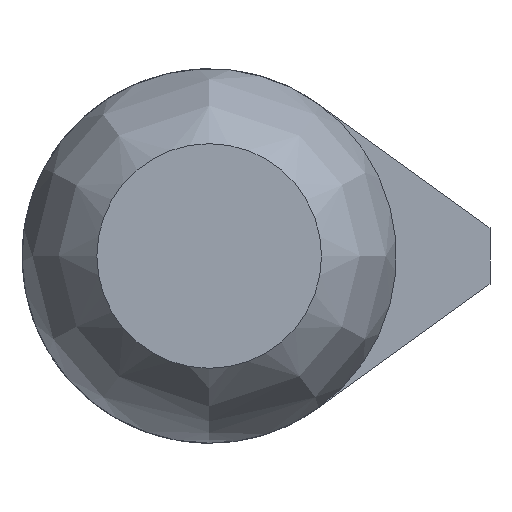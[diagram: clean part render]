
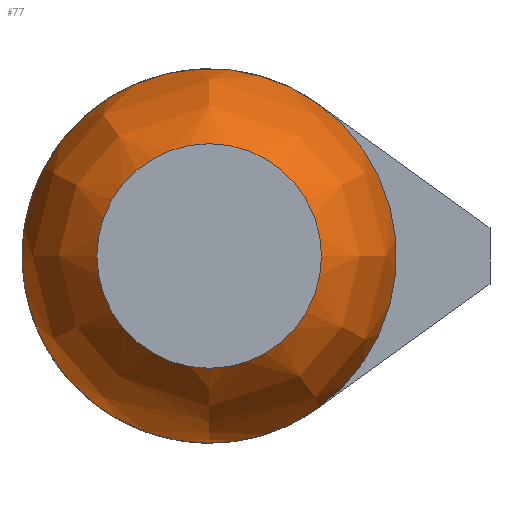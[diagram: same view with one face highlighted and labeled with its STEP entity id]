
A CAD part, front view. The second image highlights one B-rep face of the part: STEP entity #77.
In plain terms, the highlighted free-form (B-spline) face has degree [3, 3] with [4, 7] control points.
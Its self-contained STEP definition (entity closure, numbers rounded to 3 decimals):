
#77 = ADVANCED_FACE( '', ( #168, #169 ), #170, .T. );
#168 = FACE_OUTER_BOUND( '', #272, .T. );
#169 = FACE_OUTER_BOUND( '', #273, .T. );
#170 = ( BOUNDED_SURFACE(  )B_SPLINE_SURFACE( 3, 3, ( ( #276, #277, #278, #279, #280, #281, #282 ), ( #283, #284, #285, #286, #287, #288, #289 ), ( #290, #291, #292, #293, #294, #295, #296 ), ( #297, #298, #299, #300, #301, #302, #303 ) ), .UNSPECIFIED., .F., .T., .F. )B_SPLINE_SURFACE_WITH_KNOTS( ( 4, 4 ), ( 4, 3, 4 ), ( 0., 6.283 ), ( 0.051, 0.49, 0.929 ), .UNSPECIFIED. )GEOMETRIC_REPRESENTATION_ITEM(  )RATIONAL_B_SPLINE_SURFACE( ( ( 1., 0.333, 0.333, 1., 0.333, 0.333, 1. ), ( 0.937, 0.312, 0.312, 0.937, 0.312, 0.312, 0.937 ), ( 0.937, 0.312, 0.312, 0.937, 0.312, 0.312, 0.937 ), ( 1., 0.333, 0.333, 1., 0.333, 0.333, 1. ) ) )REPRESENTATION_ITEM( '' )SURFACE(  ) );
#272 = EDGE_LOOP( '', ( #519, #520 ) );
#273 = EDGE_LOOP( '', ( #521 ) );
#276 = CARTESIAN_POINT( '', ( 0., -88.75, -6. ) );
#277 = CARTESIAN_POINT( '', ( 12., -88.75, -6. ) );
#278 = CARTESIAN_POINT( '', ( 12., -88.75, 6. ) );
#279 = CARTESIAN_POINT( '', ( 0., -88.75, 6. ) );
#280 = CARTESIAN_POINT( '', ( -12., -88.75, 6. ) );
#281 = CARTESIAN_POINT( '', ( -12., -88.75, -6. ) );
#282 = CARTESIAN_POINT( '', ( 0., -88.75, -6. ) );
#283 = CARTESIAN_POINT( '', ( 0., -86.939, -8.423 ) );
#284 = CARTESIAN_POINT( '', ( 16.845, -86.939, -8.423 ) );
#285 = CARTESIAN_POINT( '', ( 16.845, -86.939, 8.423 ) );
#286 = CARTESIAN_POINT( '', ( 0., -86.939, 8.423 ) );
#287 = CARTESIAN_POINT( '', ( -16.845, -86.939, 8.423 ) );
#288 = CARTESIAN_POINT( '', ( -16.845, -86.939, -8.423 ) );
#289 = CARTESIAN_POINT( '', ( 0., -86.939, -8.423 ) );
#290 = CARTESIAN_POINT( '', ( 0., -84.271, -9.846 ) );
#291 = CARTESIAN_POINT( '', ( 19.692, -84.271, -9.846 ) );
#292 = CARTESIAN_POINT( '', ( 19.692, -84.271, 9.846 ) );
#293 = CARTESIAN_POINT( '', ( 0., -84.271, 9.846 ) );
#294 = CARTESIAN_POINT( '', ( -19.692, -84.271, 9.846 ) );
#295 = CARTESIAN_POINT( '', ( -19.692, -84.271, -9.846 ) );
#296 = CARTESIAN_POINT( '', ( 0., -84.271, -9.846 ) );
#297 = CARTESIAN_POINT( '', ( 0., -81.25, -10. ) );
#298 = CARTESIAN_POINT( '', ( 20., -81.25, -10. ) );
#299 = CARTESIAN_POINT( '', ( 20., -81.25, 10. ) );
#300 = CARTESIAN_POINT( '', ( 0., -81.25, 10. ) );
#301 = CARTESIAN_POINT( '', ( -20., -81.25, 10. ) );
#302 = CARTESIAN_POINT( '', ( -20., -81.25, -10. ) );
#303 = CARTESIAN_POINT( '', ( 0., -81.25, -10. ) );
#519 = ORIENTED_EDGE( '', *, *, #644, .F. );
#520 = ORIENTED_EDGE( '', *, *, #648, .F. );
#521 = ORIENTED_EDGE( '', *, *, #649, .F. );
#644 = EDGE_CURVE( '', #697, #733, #734, .T. );
#648 = EDGE_CURVE( '', #733, #697, #739, .T. );
#649 = EDGE_CURVE( '', #740, #740, #741, .T. );
#697 = VERTEX_POINT( '', #801 );
#733 = VERTEX_POINT( '', #844 );
#734 = CIRCLE( '', #845, 10. );
#739 = CIRCLE( '', #852, 10. );
#740 = VERTEX_POINT( '', #853 );
#741 = CIRCLE( '', #854, 6. );
#801 = CARTESIAN_POINT( '', ( 5.856, -81.25, 8.106 ) );
#844 = CARTESIAN_POINT( '', ( 5.856, -81.25, -8.106 ) );
#845 = AXIS2_PLACEMENT_3D( '', #933, #934, #935 );
#852 = AXIS2_PLACEMENT_3D( '', #938, #939, #940 );
#853 = CARTESIAN_POINT( '', ( 0., -88.75, -6. ) );
#854 = AXIS2_PLACEMENT_3D( '', #941, #942, #943 );
#933 = CARTESIAN_POINT( '', ( 0., -81.25, 0. ) );
#934 = DIRECTION( '', ( 0., 1., 0. ) );
#935 = DIRECTION( '', ( 0., 0., 1. ) );
#938 = CARTESIAN_POINT( '', ( 0., -81.25, 0. ) );
#939 = DIRECTION( '', ( 0., 1., 0. ) );
#940 = DIRECTION( '', ( 1., 0., 0. ) );
#941 = CARTESIAN_POINT( '', ( 0., -88.75, 0. ) );
#942 = DIRECTION( '', ( 0., -1., 0. ) );
#943 = DIRECTION( '', ( 0., 0., -1. ) );
